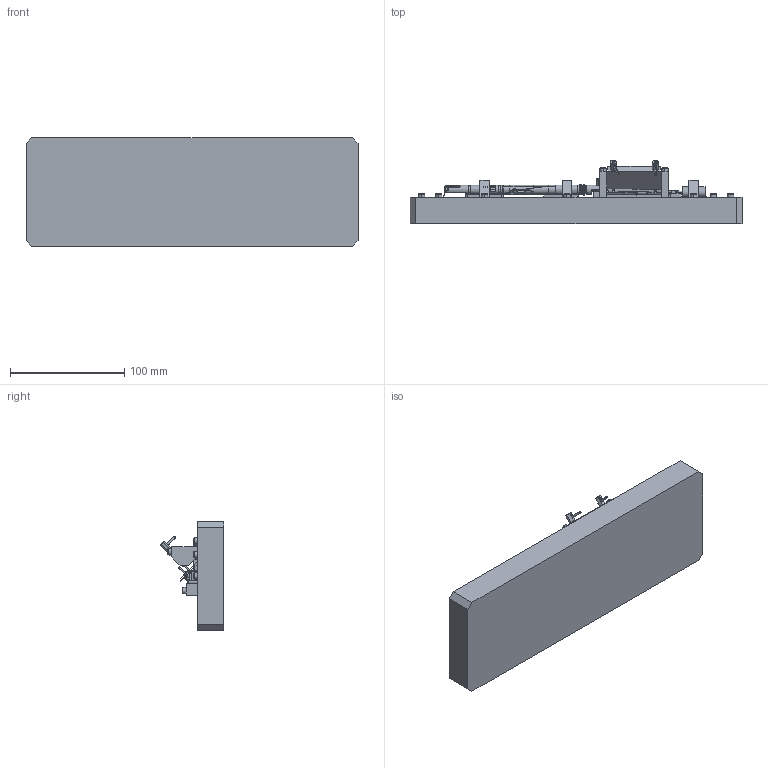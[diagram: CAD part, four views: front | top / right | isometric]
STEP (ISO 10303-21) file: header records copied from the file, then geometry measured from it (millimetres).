
FILE_DESCRIPTION (( 'STEP AP203' ), '1' );
FILE_NAME ('10mm theta phi bonding.STEP', '2013-09-26T17:05:23', ( '' ), ( '' ), 'SwSTEP 2.0', 'SolidWorks 2012', '' );
FILE_SCHEMA (( 'CONFIG_CONTROL_DESIGN' ));
Products named in the file (44): 10mm theta phi bonding; fixture leaf spring 2; Socket Head Cap Screw_AM_B18.3.1M - 3 x 0.5 x 5 Hex SHCS -- 5NHX; fixture leaf spring 1; Socket Head Cap Screw_AM_B18.3.1M - 3 x 0.5 x 25 Hex SHCS -- 18NHX; Socket Head Cap Screw_AM_B18.3.1M - 3 x 0.5 x 12 Hex SHCS -- 12NHX; Parallel Pin Unhardened_ISO_Parallel Pin ISO 2338 - 2 m6 x 8 - St; Gauge Block Grade 0_0.107"; Parallel Pin Unhardened_ISO_Parallel Pin ISO 2338 - 3 m6 x 20 - St; Socket Head Cap Screw_AM_B18.3.1M - 2 x 0.4 x 8 Hex SHCS -- 8NHX; Parallel Pin Unhardened_ISO_Parallel Pin ISO 2338 - 1.5 m6 x 16 - St; 10mm upper hsg fixture; 10mm theta-phi ferrule fixture tube; 1.25mm gauge pin; Gauge Block Grade 0_0.136"; Gauge Block Grade 0_0.1007"; Gauge Block Grade 0_0.102"; Parallel Pin Unhardened_ISO_Parallel Pin ISO 2338 - 2 m6 x 10 - St; thetaphi 10mm_bonding_aft_cap; Ferrule Holder Shaft Spacer; idler spacer for thetaphi 10mm; Socket Set Screw Flat Point_AI_SSFLATSKT 0.06-80x0.0625-HX-N; theta shaft for 10mm; 90910A600_90910A600; 90910A665 trimmed_90910A665; theta friction tab 10mm; 10mm testing ferrule holder; phi friction tab 10mm; Maxon K13012_trimmed flex; nmb 1_5 phi brg cartridge_NMB 1.5; 10mm upper hsg; nmbDDRI418Zz; nmb-8mm sleeve; theta shaft extender for 10mm; Theta Phi Idler for 10mm; theta housing for 10mm thetaphi; theta-phi aft cap for 10mm_Namiki; positioner theta coupling 10mm_Namiki; bearing cartridge shaft for 10mm thetaphi; phi drive spring block 10mm_Maxon ...
Assembly tree (82 placements, depth 3):
  10mm theta phi bonding
    10mm Theta-Phi Chuck_Maxon
    8691A292 with pin  x2
      8691A292_drilled
      97155A115_97155A115
    phi drive spring block 10mm_Maxon
    thetaphi 10mm_bonding_aft_cap
      bearing cartridge shaft for 10mm thetaphi
      positioner theta coupling 10mm_Namiki
      theta-phi aft cap for 10mm_Namiki
      theta housing for 10mm thetaphi
      Theta Phi Idler for 10mm
      theta shaft extender for 10mm
      nmb-8mm sleeve
      nmbDDRI418Zz  x2
      10mm upper hsg
      nmb 1_5 phi brg cartridge_NMB 1.5
      Maxon K13012_trimmed flex  x2
      phi friction tab 10mm
      10mm testing ferrule holder
      theta friction tab 10mm
      90910A665 trimmed_90910A665
      90910A600_90910A600  x2
      theta shaft for 10mm
      Socket Set Screw Flat Point_AI_SSFLATSKT 0.06-80x0.0625-HX-N  x10
      idler spacer for thetaphi 10mm
      Ferrule Holder Shaft Spacer
    Parallel Pin Unhardened_ISO_Parallel Pin ISO 2338 - 2 m6 x 10 - St  x5
    Gauge Block Grade 0_0.102"  x2
    Gauge Block Grade 0_0.1007"
    Gauge Block Grade 0_0.136"
    1.25mm gauge pin
    10mm theta-phi ferrule fixture tube
    10mm upper hsg fixture
    Parallel Pin Unhardened_ISO_Parallel Pin ISO 2338 - 1.5 m6 x 16 - St  x2
    Socket Head Cap Screw_AM_B18.3.1M - 2 x 0.4 x 8 Hex SHCS -- 8NHX
    Parallel Pin Unhardened_ISO_Parallel Pin ISO 2338 - 3 m6 x 20 - St  x6
    Gauge Block Grade 0_0.107"
    Parallel Pin Unhardened_ISO_Parallel Pin ISO 2338 - 2 m6 x 8 - St  x2
    Socket Head Cap Screw_AM_B18.3.1M - 3 x 0.5 x 12 Hex SHCS -- 12NHX  x2
    Socket Head Cap Screw_AM_B18.3.1M - 3 x 0.5 x 25 Hex SHCS -- 18NHX  x2
    fixture leaf spring 1  x3
    Socket Head Cap Screw_AM_B18.3.1M - 3 x 0.5 x 5 Hex SHCS -- 5NHX  x10
    fixture leaf spring 2  x2
Bounding box: 290 x 55.61 x 95 mm (x, y, z)
Volume: 662961.9 mm3; surface area: 108999 mm2
Topology: 83 solids, 83 shells, 1891 faces, 4479 edges, 2764 vertices
Faces by surface type: plane 720, cylinder 711, cone 373, torus 63, bspline 21, sphere 3
Entity records: 47900 total; most frequent: CARTESIAN_POINT 16109, DIRECTION 5521, ORIENTED_EDGE 5384, EDGE_CURVE 2692, AXIS2_PLACEMENT_3D 2128, VERTEX_POINT 1721, LINE 1265, VECTOR 1265
